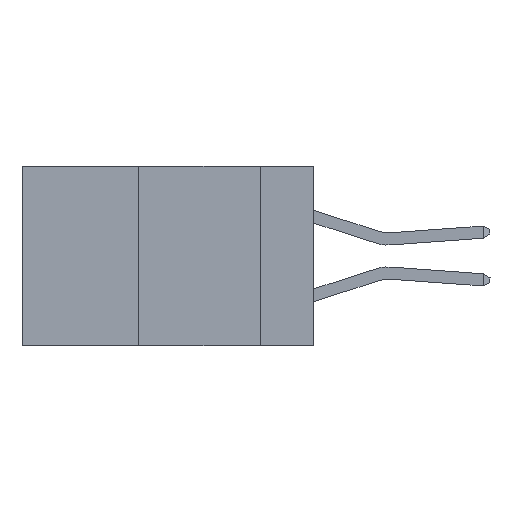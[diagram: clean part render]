
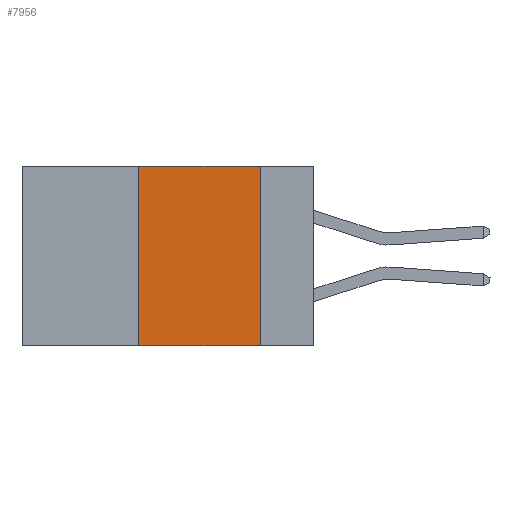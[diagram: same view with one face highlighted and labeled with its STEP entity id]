
A CAD part, left-side view. The second image highlights one B-rep face of the part: STEP entity #7956.
In plain terms, the highlighted planar face has unit normal (-1, 0, 0).
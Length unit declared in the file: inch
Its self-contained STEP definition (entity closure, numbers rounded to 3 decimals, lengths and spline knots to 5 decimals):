
#468 = DIRECTION ( 'NONE',  ( 0., 0., -1. ) ) ;
#628 = VECTOR ( 'NONE', #8687, 39.37008 ) ;
#652 = ORIENTED_EDGE ( 'NONE', *, *, #2310, .F. ) ;
#801 = LINE ( 'NONE', #3624, #10725 ) ;
#1006 = EDGE_CURVE ( 'NONE', #5258, #2848, #801, .T. ) ;
#1233 = DIRECTION ( 'NONE',  ( 1., 0., 0. ) ) ;
#1560 = CARTESIAN_POINT ( 'NONE',  ( 0., 0.36, -0.37 ) ) ;
#1962 = EDGE_CURVE ( 'NONE', #9228, #5258, #10046, .T. ) ;
#1995 = CARTESIAN_POINT ( 'NONE',  ( 0., 0.6, -0.37 ) ) ;
#2216 = EDGE_CURVE ( 'NONE', #9228, #10861, #5099, .T. ) ;
#2278 = DIRECTION ( 'NONE',  ( 0., 0., 1. ) ) ;
#2310 = EDGE_CURVE ( 'NONE', #2848, #10861, #10815, .T. ) ;
#2848 = VERTEX_POINT ( 'NONE', #7847 ) ;
#2931 = ORIENTED_EDGE ( 'NONE', *, *, #2216, .T. ) ;
#2935 = VECTOR ( 'NONE', #6340, 39.37008 ) ;
#3624 = CARTESIAN_POINT ( 'NONE',  ( 0., 0.6, 0. ) ) ;
#3834 = CARTESIAN_POINT ( 'NONE',  ( 0., 0.6, 0. ) ) ;
#4367 = DIRECTION ( 'NONE',  ( 0., -1., 0. ) ) ;
#5099 = LINE ( 'NONE', #1995, #628 ) ;
#5258 = VERTEX_POINT ( 'NONE', #10951 ) ;
#5325 = ORIENTED_EDGE ( 'NONE', *, *, #1962, .F. ) ;
#6340 = DIRECTION ( 'NONE',  ( 0., 0., -1. ) ) ;
#6511 = CARTESIAN_POINT ( 'NONE',  ( 0., 0.36, 0. ) ) ;
#7010 = FACE_OUTER_BOUND ( 'NONE', #9717, .T. ) ;
#7234 = PLANE ( 'NONE',  #8827 ) ;
#7847 = CARTESIAN_POINT ( 'NONE',  ( 0., 0.11, 0. ) ) ;
#7956 = ADVANCED_FACE ( 'NONE', ( #7010 ), #7234, .F. ) ;
#8058 = ORIENTED_EDGE ( 'NONE', *, *, #1006, .F. ) ;
#8687 = DIRECTION ( 'NONE',  ( 0., -1., 0. ) ) ;
#8827 = AXIS2_PLACEMENT_3D ( 'NONE', #3834, #1233, #468 ) ;
#9203 = CARTESIAN_POINT ( 'NONE',  ( 0., 0.11, -0.37 ) ) ;
#9228 = VERTEX_POINT ( 'NONE', #1560 ) ;
#9660 = VECTOR ( 'NONE', #2278, 39.37008 ) ;
#9717 = EDGE_LOOP ( 'NONE', ( #652, #8058, #5325, #2931 ) ) ;
#10046 = LINE ( 'NONE', #6511, #9660 ) ;
#10725 = VECTOR ( 'NONE', #4367, 39.37008 ) ;
#10744 = CARTESIAN_POINT ( 'NONE',  ( 0., 0.11, 0. ) ) ;
#10815 = LINE ( 'NONE', #10744, #2935 ) ;
#10861 = VERTEX_POINT ( 'NONE', #9203 ) ;
#10951 = CARTESIAN_POINT ( 'NONE',  ( 0., 0.36, 0. ) ) ;
